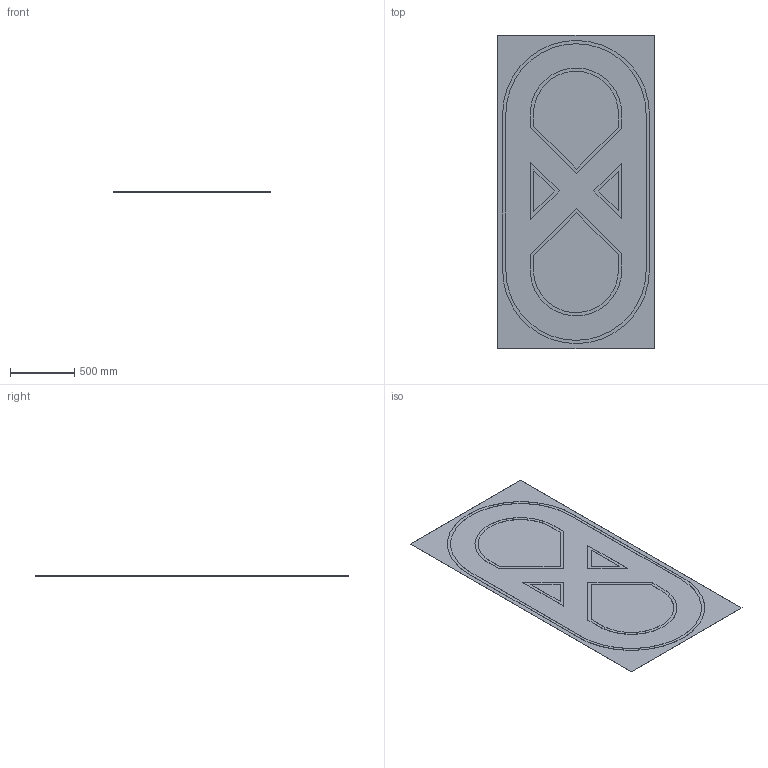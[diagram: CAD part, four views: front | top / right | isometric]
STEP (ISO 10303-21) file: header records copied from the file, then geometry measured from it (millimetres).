
FILE_DESCRIPTION(/* description */ (''),/* implementation_level */ '2;1');
FILE_NAME(/* name */ 'Track Model with color.step',/* time_stamp */ '2025-05-16T00:25:40-05:00',/* author */ (''),/* organization */ (''),/* preprocessor_version */ 'ST-DEVELOPER v20.1',/* originating_system */ 'Autodesk Translation Framework v14.4.0.0',/* authorisation */ '');
FILE_SCHEMA (('AUTOMOTIVE_DESIGN { 1 0 10303 214 3 1 1 }'));
Length unit declared in the file: inch
Products named in the file (1): Senior Project Trak v2 model
Bounding box: 1219.2 x 2438.4 x 0.99 mm (x, y, z)
Surface area: 6714532.9 mm2
Topology: 11 solids, 11 shells, 101 faces, 237 edges, 158 vertices
Faces by surface type: plane 86, cylinder 15
Entity records: 2950 total; most frequent: CARTESIAN_POINT 497, ORIENTED_EDGE 474, DIRECTION 471, EDGE_CURVE 237, LINE 207, VECTOR 207, VERTEX_POINT 158, AXIS2_PLACEMENT_3D 132
